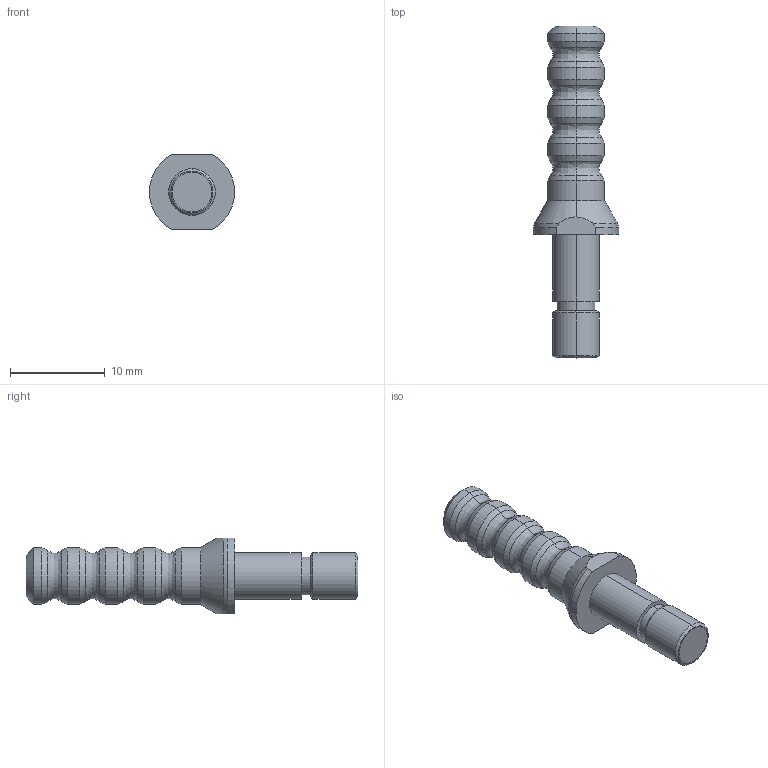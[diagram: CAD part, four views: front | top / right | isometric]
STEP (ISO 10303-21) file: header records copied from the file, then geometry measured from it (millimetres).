
FILE_DESCRIPTION(('FreeCAD Model'),'2;1');
FILE_NAME('Open CASCADE Shape Model','2024-12-02T14:30:33',(''),(''), 'Open CASCADE STEP processor 7.6','FreeCAD','Unknown');
FILE_SCHEMA(('AUTOMOTIVE_DESIGN { 1 0 10303 214 1 1 1 1 }'));
Length unit declared in the file: millimetre
Products named in the file (3): SM_FP_HANDLE; SOLID005; SHELL003
Assembly tree (2 placements, depth 2):
  SM_FP_HANDLE
    SOLID005
    SHELL003
Bounding box: 8.97 x 35 x 8 mm (x, y, z)
Volume: 867.5 mm3; surface area: 795.3 mm2
Topology: 1 solids, 2 shells, 62 faces, 130 edges, 74 vertices
Faces by surface type: bspline 62
Entity records: 2740 total; most frequent: CARTESIAN_POINT 1507, ORIENTED_EDGE 256, DIRECTION 198, EDGE_CURVE 130, AXIS2_PLACEMENT_3D 75, VERTEX_POINT 74, CIRCLE 72, FACE_BOUND 66
